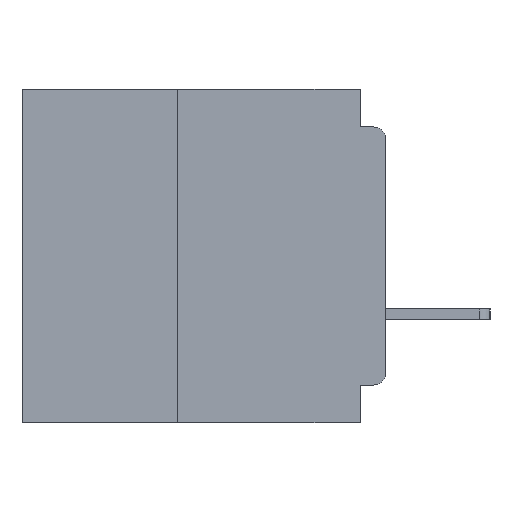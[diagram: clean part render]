
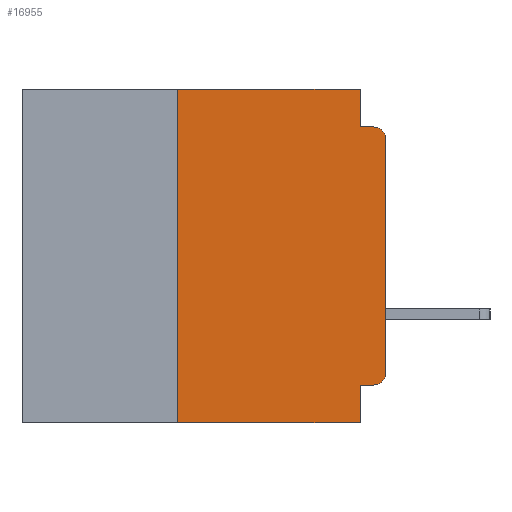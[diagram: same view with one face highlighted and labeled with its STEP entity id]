
A CAD part, left-side view. The second image highlights one B-rep face of the part: STEP entity #16955.
In plain terms, the highlighted planar face has unit normal (-1, 0, 0).
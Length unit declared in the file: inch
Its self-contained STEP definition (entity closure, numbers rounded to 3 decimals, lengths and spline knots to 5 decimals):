
#87 = CARTESIAN_POINT ( 'NONE',  ( 0., 0.031, 0. ) ) ;
#439 = AXIS2_PLACEMENT_3D ( 'NONE', #40258, #19810, #43667 ) ;
#899 = EDGE_CURVE ( 'NONE', #13023, #27394, #40966, .T. ) ;
#1712 = EDGE_CURVE ( 'NONE', #44086, #39604, #27026, .T. ) ;
#2075 = CARTESIAN_POINT ( 'NONE',  ( 0., 0., -0.34 ) ) ;
#2441 = DIRECTION ( 'NONE',  ( 1., 0., 0. ) ) ;
#2557 = DIRECTION ( 'NONE',  ( 0., -1., 0. ) ) ;
#2763 = EDGE_CURVE ( 'NONE', #39604, #27987, #7553, .T. ) ;
#2900 = VECTOR ( 'NONE', #41923, 39.37008 ) ;
#3168 = LINE ( 'NONE', #31075, #29484 ) ;
#3861 = CIRCLE ( 'NONE', #439, 0.015 ) ;
#4474 = VECTOR ( 'NONE', #7833, 39.37008 ) ;
#4711 = EDGE_CURVE ( 'NONE', #13023, #7897, #3168, .T. ) ;
#4847 = EDGE_CURVE ( 'NONE', #34339, #31364, #42264, .T. ) ;
#5004 = VECTOR ( 'NONE', #30748, 39.37008 ) ;
#5810 = VECTOR ( 'NONE', #2557, 39.37008 ) ;
#6107 = ORIENTED_EDGE ( 'NONE', *, *, #35112, .F. ) ;
#7553 = CIRCLE ( 'NONE', #11079, 0.015 ) ;
#7780 = CARTESIAN_POINT ( 'NONE',  ( 0., 0., -0.355 ) ) ;
#7783 = EDGE_CURVE ( 'NONE', #28194, #27987, #14952, .T. ) ;
#7833 = DIRECTION ( 'NONE',  ( 0., 0., -1. ) ) ;
#7897 = VERTEX_POINT ( 'NONE', #40728 ) ;
#10505 = DIRECTION ( 'NONE',  ( 0., -1., 0. ) ) ;
#11004 = ORIENTED_EDGE ( 'NONE', *, *, #7783, .F. ) ;
#11079 = AXIS2_PLACEMENT_3D ( 'NONE', #40941, #20513, #44342 ) ;
#11249 = DIRECTION ( 'NONE',  ( 0., 1., 0. ) ) ;
#11983 = EDGE_CURVE ( 'NONE', #31364, #7897, #30806, .T. ) ;
#12035 = LINE ( 'NONE', #28211, #2900 ) ;
#13023 = VERTEX_POINT ( 'NONE', #43250 ) ;
#13053 = ORIENTED_EDGE ( 'NONE', *, *, #899, .F. ) ;
#14952 = LINE ( 'NONE', #16217, #5810 ) ;
#14973 = VECTOR ( 'NONE', #11249, 39.37008 ) ;
#15241 = ORIENTED_EDGE ( 'NONE', *, *, #34729, .F. ) ;
#16106 = PLANE ( 'NONE',  #35182 ) ;
#16217 = CARTESIAN_POINT ( 'NONE',  ( 0., 0., -0.045 ) ) ;
#16768 = ORIENTED_EDGE ( 'NONE', *, *, #4711, .T. ) ;
#16955 = ADVANCED_FACE ( 'NONE', ( #31449 ), #16106, .F. ) ;
#17916 = VECTOR ( 'NONE', #28361, 39.37008 ) ;
#18665 = CARTESIAN_POINT ( 'NONE',  ( 0., 0.015, -0.045 ) ) ;
#19699 = CARTESIAN_POINT ( 'NONE',  ( 0., 0.031, -0.045 ) ) ;
#19810 = DIRECTION ( 'NONE',  ( -1., 0., 0. ) ) ;
#20513 = DIRECTION ( 'NONE',  ( -1., 0., 0. ) ) ;
#25584 = CARTESIAN_POINT ( 'NONE',  ( 0., 0.031, -0.355 ) ) ;
#26245 = DIRECTION ( 'NONE',  ( 0., 0., 1. ) ) ;
#26466 = DIRECTION ( 'NONE',  ( 0., 0., -1. ) ) ;
#26852 = ORIENTED_EDGE ( 'NONE', *, *, #4847, .F. ) ;
#27026 = LINE ( 'NONE', #41924, #17916 ) ;
#27290 = CARTESIAN_POINT ( 'NONE',  ( 0., 0.437, 0. ) ) ;
#27394 = VERTEX_POINT ( 'NONE', #32490 ) ;
#27621 = EDGE_LOOP ( 'NONE', ( #36484, #34207, #11004, #15241, #6107, #13053, #16768, #39135, #26852, #29228 ) ) ;
#27987 = VERTEX_POINT ( 'NONE', #18665 ) ;
#28194 = VERTEX_POINT ( 'NONE', #19699 ) ;
#28211 = CARTESIAN_POINT ( 'NONE',  ( 0., 0.031, 0. ) ) ;
#28361 = DIRECTION ( 'NONE',  ( 0., 0., 1. ) ) ;
#28789 = EDGE_CURVE ( 'NONE', #34339, #44086, #3861, .T. ) ;
#29031 = CARTESIAN_POINT ( 'NONE',  ( 0., 0., -0.06 ) ) ;
#29228 = ORIENTED_EDGE ( 'NONE', *, *, #28789, .T. ) ;
#29484 = VECTOR ( 'NONE', #10505, 39.37008 ) ;
#29753 = CARTESIAN_POINT ( 'NONE',  ( 0., 0.437, 0. ) ) ;
#30748 = DIRECTION ( 'NONE',  ( 0., -1., 0. ) ) ;
#30806 = LINE ( 'NONE', #38548, #4474 ) ;
#31075 = CARTESIAN_POINT ( 'NONE',  ( 0., 0.437, -0.4 ) ) ;
#31364 = VERTEX_POINT ( 'NONE', #25584 ) ;
#31449 = FACE_OUTER_BOUND ( 'NONE', #27621, .T. ) ;
#31918 = VECTOR ( 'NONE', #26245, 39.37008 ) ;
#32490 = CARTESIAN_POINT ( 'NONE',  ( 0., 0.25, 0. ) ) ;
#32769 = CARTESIAN_POINT ( 'NONE',  ( 0., 0.015, -0.355 ) ) ;
#34207 = ORIENTED_EDGE ( 'NONE', *, *, #2763, .T. ) ;
#34339 = VERTEX_POINT ( 'NONE', #32769 ) ;
#34729 = EDGE_CURVE ( 'NONE', #44331, #28194, #12035, .T. ) ;
#35112 = EDGE_CURVE ( 'NONE', #27394, #44331, #41428, .T. ) ;
#35182 = AXIS2_PLACEMENT_3D ( 'NONE', #29753, #2441, #26466 ) ;
#36484 = ORIENTED_EDGE ( 'NONE', *, *, #1712, .T. ) ;
#38548 = CARTESIAN_POINT ( 'NONE',  ( 0., 0.031, -0.4 ) ) ;
#39135 = ORIENTED_EDGE ( 'NONE', *, *, #11983, .F. ) ;
#39604 = VERTEX_POINT ( 'NONE', #29031 ) ;
#40258 = CARTESIAN_POINT ( 'NONE',  ( 0., 0.015, -0.34 ) ) ;
#40728 = CARTESIAN_POINT ( 'NONE',  ( 0., 0.031, -0.4 ) ) ;
#40941 = CARTESIAN_POINT ( 'NONE',  ( 0., 0.015, -0.06 ) ) ;
#40966 = LINE ( 'NONE', #43083, #31918 ) ;
#41428 = LINE ( 'NONE', #27290, #5004 ) ;
#41923 = DIRECTION ( 'NONE',  ( 0., 0., -1. ) ) ;
#41924 = CARTESIAN_POINT ( 'NONE',  ( 0., 0., 0. ) ) ;
#42264 = LINE ( 'NONE', #7780, #14973 ) ;
#43083 = CARTESIAN_POINT ( 'NONE',  ( 0., 0.25, -0.4 ) ) ;
#43250 = CARTESIAN_POINT ( 'NONE',  ( 0., 0.25, -0.4 ) ) ;
#43667 = DIRECTION ( 'NONE',  ( 0., 0., -1. ) ) ;
#44086 = VERTEX_POINT ( 'NONE', #2075 ) ;
#44331 = VERTEX_POINT ( 'NONE', #87 ) ;
#44342 = DIRECTION ( 'NONE',  ( 0., 0., -1. ) ) ;
